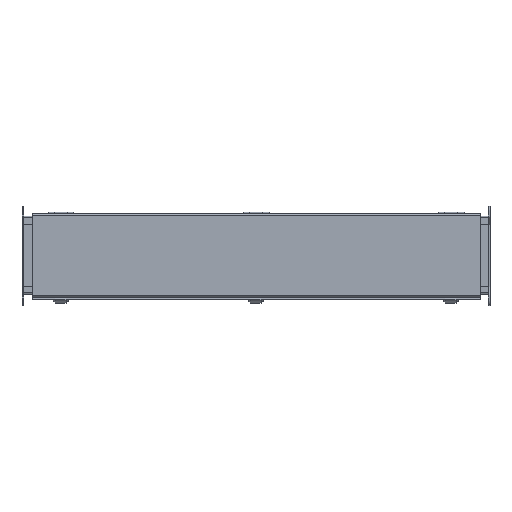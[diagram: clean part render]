
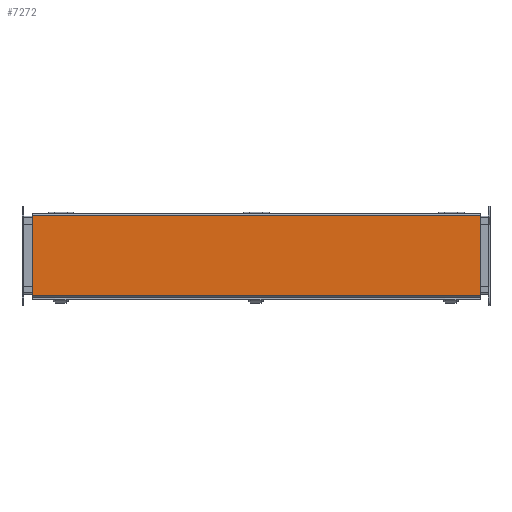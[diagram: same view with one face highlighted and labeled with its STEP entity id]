
A CAD part, top view. The second image highlights one B-rep face of the part: STEP entity #7272.
In plain terms, the highlighted planar face has unit normal (0, 0, 1).
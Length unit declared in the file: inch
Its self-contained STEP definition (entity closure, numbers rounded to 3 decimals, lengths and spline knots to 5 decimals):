
#295 = CARTESIAN_POINT ( 'NONE',  ( -17.218, -3.0805, 6.172 ) ) ;
#358 = FACE_OUTER_BOUND ( 'NONE', #14950, .T. ) ;
#568 = CARTESIAN_POINT ( 'NONE',  ( -17.218, -3.1885, 6.172 ) ) ;
#718 = VECTOR ( 'NONE', #11318, 39.37008 ) ;
#1785 = CARTESIAN_POINT ( 'NONE',  ( 17.25, -3.0805, 6.172 ) ) ;
#1944 = CARTESIAN_POINT ( 'NONE',  ( -17.218, 3.0785, 6.172 ) ) ;
#2114 = DIRECTION ( 'NONE',  ( -1., 0., 0. ) ) ;
#3210 = ORIENTED_EDGE ( 'NONE', *, *, #5709, .T. ) ;
#3788 = AXIS2_PLACEMENT_3D ( 'NONE', #16349, #11985, #11273 ) ;
#4471 = CARTESIAN_POINT ( 'NONE',  ( -17.218, -3.0805, 6.172 ) ) ;
#5709 = EDGE_CURVE ( 'NONE', #14069, #13530, #16530, .T. ) ;
#5905 = CARTESIAN_POINT ( 'NONE',  ( 17.25, -3.1885, 6.172 ) ) ;
#6059 = LINE ( 'NONE', #568, #718 ) ;
#7272 = ADVANCED_FACE ( 'NONE', ( #358 ), #11018, .T. ) ;
#7678 = ORIENTED_EDGE ( 'NONE', *, *, #15885, .T. ) ;
#7868 = ORIENTED_EDGE ( 'NONE', *, *, #12648, .T. ) ;
#8398 = VECTOR ( 'NONE', #14057, 39.37008 ) ;
#8795 = LINE ( 'NONE', #5905, #8398 ) ;
#9810 = DIRECTION ( 'NONE',  ( 1., 0., 0. ) ) ;
#10287 = CARTESIAN_POINT ( 'NONE',  ( 17.25, 3.0785, 6.172 ) ) ;
#11018 = PLANE ( 'NONE',  #3788 ) ;
#11273 = DIRECTION ( 'NONE',  ( 1., 0., 0. ) ) ;
#11318 = DIRECTION ( 'NONE',  ( 0., -1., 0. ) ) ;
#11985 = DIRECTION ( 'NONE',  ( 0., 0., 1. ) ) ;
#12606 = CARTESIAN_POINT ( 'NONE',  ( -17.218, 3.0785, 6.172 ) ) ;
#12648 = EDGE_CURVE ( 'NONE', #14824, #14069, #8795, .T. ) ;
#13525 = EDGE_CURVE ( 'NONE', #13562, #14824, #15315, .T. ) ;
#13530 = VERTEX_POINT ( 'NONE', #1944 ) ;
#13562 = VERTEX_POINT ( 'NONE', #295 ) ;
#14057 = DIRECTION ( 'NONE',  ( 0., 1., 0. ) ) ;
#14069 = VERTEX_POINT ( 'NONE', #10287 ) ;
#14310 = VECTOR ( 'NONE', #9810, 39.37008 ) ;
#14824 = VERTEX_POINT ( 'NONE', #1785 ) ;
#14950 = EDGE_LOOP ( 'NONE', ( #7678, #17087, #7868, #3210 ) ) ;
#15315 = LINE ( 'NONE', #4471, #14310 ) ;
#15885 = EDGE_CURVE ( 'NONE', #13530, #13562, #6059, .T. ) ;
#16349 = CARTESIAN_POINT ( 'NONE',  ( -17.218, -3.1885, 6.172 ) ) ;
#16530 = LINE ( 'NONE', #12606, #16771 ) ;
#16771 = VECTOR ( 'NONE', #2114, 39.37008 ) ;
#17087 = ORIENTED_EDGE ( 'NONE', *, *, #13525, .T. ) ;
